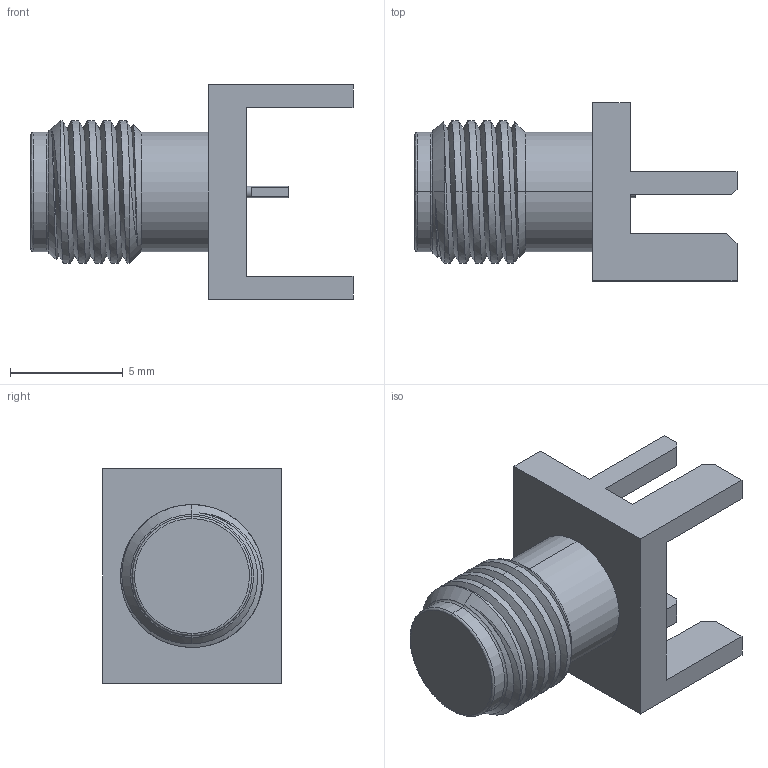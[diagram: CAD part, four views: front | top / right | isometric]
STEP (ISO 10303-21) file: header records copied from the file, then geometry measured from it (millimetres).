
FILE_DESCRIPTION (( 'STEP AP214' ), '1' );
FILE_NAME ('RFPCB-SMA-FS18G-48_3D.step', '2023-03-13T18:28:20', ( '' ), ( '' ), 'SwSTEP 2.0', 'SolidWorks 2022', '' );
FILE_SCHEMA (( 'AUTOMOTIVE_DESIGN' ));
Length unit declared in the file: inch
Products named in the file (1): RFPCB-SMA-FS18G-48_3D
Bounding box: 14.3 x 7.92 x 9.52 mm (x, y, z)
Volume: 356.9 mm3; surface area: 492.3 mm2
Topology: 1 solids, 1 shells, 63 faces, 161 edges, 104 vertices
Faces by surface type: plane 32, cylinder 21, bspline 6, cone 4
Entity records: 2602 total; most frequent: CARTESIAN_POINT 1107, ORIENTED_EDGE 322, DIRECTION 282, EDGE_CURVE 161, VERTEX_POINT 104, VECTOR 98, LINE 98, AXIS2_PLACEMENT_3D 92
